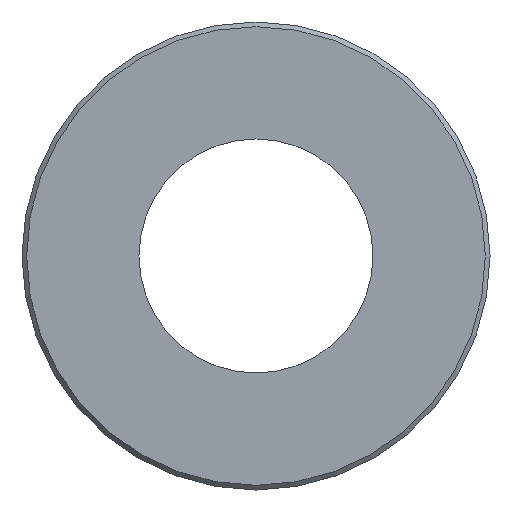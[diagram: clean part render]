
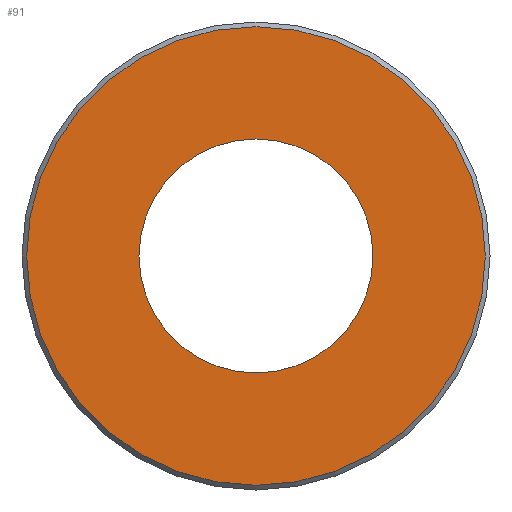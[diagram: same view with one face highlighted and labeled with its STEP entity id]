
A CAD part, front view. The second image highlights one B-rep face of the part: STEP entity #91.
In plain terms, the highlighted planar face has unit normal (0, -1, 0).
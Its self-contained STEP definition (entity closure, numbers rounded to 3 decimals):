
#16=FACE_BOUND('',#33,.T.);
#18=PLANE('',#116);
#25=FACE_OUTER_BOUND('',#32,.T.);
#32=EDGE_LOOP('',(#79));
#33=EDGE_LOOP('',(#80));
#47=CIRCLE('',#115,4.9);
#48=CIRCLE('',#117,2.5);
#53=VERTEX_POINT('',#164);
#54=VERTEX_POINT('',#168);
#61=EDGE_CURVE('',#53,#53,#47,.T.);
#63=EDGE_CURVE('',#54,#54,#48,.T.);
#79=ORIENTED_EDGE('',*,*,#61,.F.);
#80=ORIENTED_EDGE('',*,*,#63,.T.);
#91=ADVANCED_FACE('',(#25,#16),#18,.F.);
#115=AXIS2_PLACEMENT_3D('',#165,#139,#140);
#116=AXIS2_PLACEMENT_3D('',#167,#142,#143);
#117=AXIS2_PLACEMENT_3D('',#169,#144,#145);
#139=DIRECTION('center_axis',(0.,1.,0.));
#140=DIRECTION('ref_axis',(1.,0.,0.));
#142=DIRECTION('center_axis',(0.,1.,0.));
#143=DIRECTION('ref_axis',(1.,0.,0.));
#144=DIRECTION('center_axis',(0.,1.,0.));
#145=DIRECTION('ref_axis',(1.,0.,0.));
#164=CARTESIAN_POINT('',(-4.9,-2.5,0.));
#165=CARTESIAN_POINT('Origin',(0.,-2.5,0.));
#167=CARTESIAN_POINT('Origin',(0.,-2.5,0.));
#168=CARTESIAN_POINT('',(-2.5,-2.5,0.));
#169=CARTESIAN_POINT('Origin',(0.,-2.5,0.));
